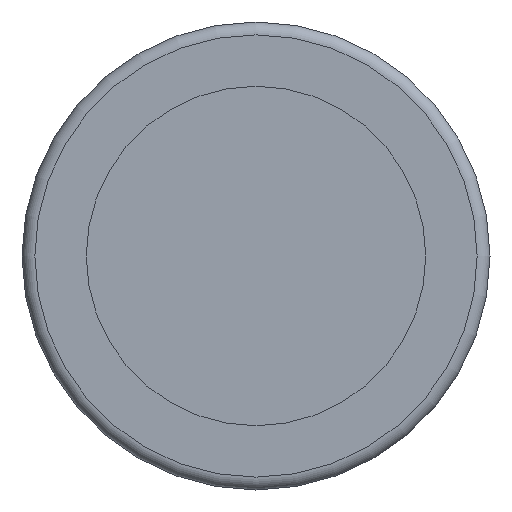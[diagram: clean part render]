
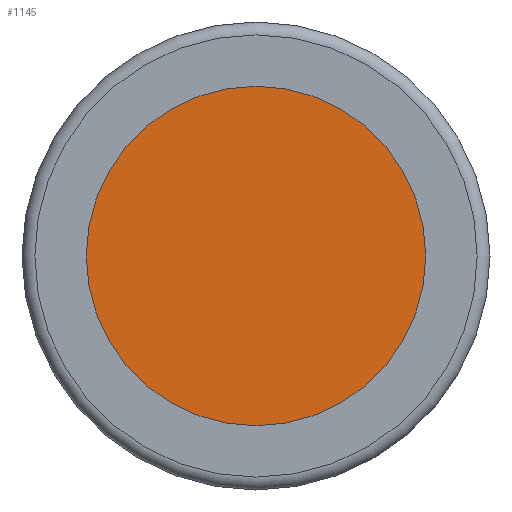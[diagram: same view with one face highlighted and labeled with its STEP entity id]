
A CAD part, front view. The second image highlights one B-rep face of the part: STEP entity #1145.
In plain terms, the highlighted planar face has unit normal (0, -1, 0).
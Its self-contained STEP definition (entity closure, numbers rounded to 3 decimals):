
#75=PLANE('',#1250);
#148=FACE_OUTER_BOUND('',#245,.T.);
#245=EDGE_LOOP('',(#965));
#315=CIRCLE('',#1249,6.6);
#500=VERTEX_POINT('',#4224);
#655=EDGE_CURVE('',#500,#500,#315,.T.);
#965=ORIENTED_EDGE('',*,*,#655,.T.);
#1145=ADVANCED_FACE('',(#148),#75,.T.);
#1249=AXIS2_PLACEMENT_3D('',#4225,#1455,#1456);
#1250=AXIS2_PLACEMENT_3D('',#4226,#1457,#1458);
#1455=DIRECTION('center_axis',(0.,-1.,0.));
#1456=DIRECTION('ref_axis',(1.,0.,0.));
#1457=DIRECTION('center_axis',(0.,-1.,0.));
#1458=DIRECTION('ref_axis',(0.,0.,-1.));
#4224=CARTESIAN_POINT('',(6.6,0.2,0.));
#4225=CARTESIAN_POINT('Origin',(0.,0.2,0.));
#4226=CARTESIAN_POINT('Origin',(0.,0.2,0.));
